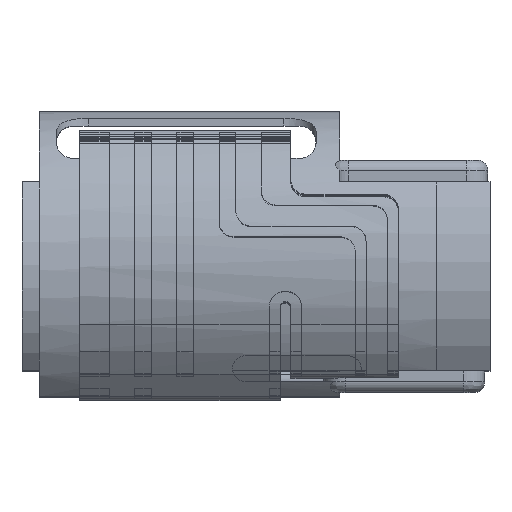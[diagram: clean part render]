
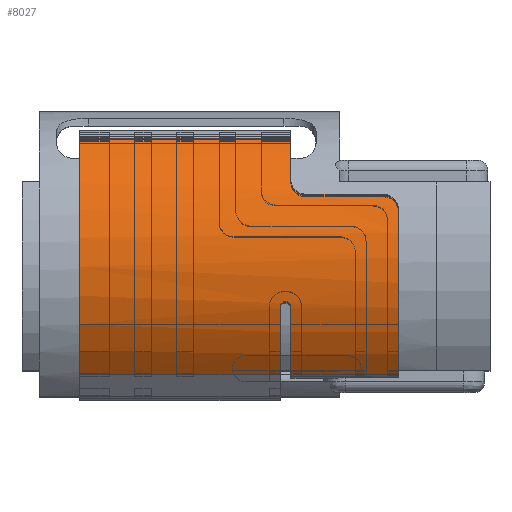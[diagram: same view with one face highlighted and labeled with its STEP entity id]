
A CAD part, top view. The second image highlights one B-rep face of the part: STEP entity #8027.
In plain terms, the highlighted cylindrical face has radius 1.981 mm (diameter 3.962 mm), a partial arc.
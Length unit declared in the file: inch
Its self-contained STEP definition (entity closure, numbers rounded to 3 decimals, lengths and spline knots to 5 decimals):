
#126=CYLINDRICAL_SURFACE('',#8673,0.078);
#593=LINE('',#12775,#1300);
#597=LINE('',#12788,#1304);
#598=LINE('',#12808,#1305);
#599=LINE('',#12818,#1306);
#1300=VECTOR('',#10110,0.3937);
#1304=VECTOR('',#10128,0.3937);
#1305=VECTOR('',#10133,0.3937);
#1306=VECTOR('',#10136,0.3937);
#1975=FACE_OUTER_BOUND('',#2376,.T.);
#2376=EDGE_LOOP('',(#5986,#5987,#5988,#5989,#5990,#5991,#5992,#5993,#5994,
#5995,#5996,#5997));
#2754=CIRCLE('',#8474,0.078);
#2862=CIRCLE('',#8636,0.078);
#2869=CIRCLE('',#8674,0.078);
#2870=CIRCLE('',#8675,0.078);
#2871=CIRCLE('',#8676,0.078);
#3040=B_SPLINE_CURVE_WITH_KNOTS('',3,(#12792,#12793,#12794,#12795,#12796,
#12797,#12798,#12799,#12800,#12801,#12802,#12803,#12804),.UNSPECIFIED.,
 .F.,.F.,(4,3,3,3,4),(0.,0.8976,1.7952,
2.69279,3.14159),.UNSPECIFIED.);
#3041=B_SPLINE_CURVE_WITH_KNOTS('',3,(#12812,#12813,#12814,#12815,#12816),
 .UNSPECIFIED.,.F.,.F.,(4,1,4),(0.,0.8976,
1.5708),.UNSPECIFIED.);
#3042=B_SPLINE_CURVE_WITH_KNOTS('',3,(#12819,#12820,#12821,#12822,#12823,
#12824,#12825),.UNSPECIFIED.,.F.,.F.,(4,3,4),(1.5708,2.46839,
3.14159),.UNSPECIFIED.);
#3380=VERTEX_POINT('',#12008);
#3381=VERTEX_POINT('',#12010);
#3618=VERTEX_POINT('',#12654);
#3619=VERTEX_POINT('',#12656);
#3638=VERTEX_POINT('',#12787);
#3639=VERTEX_POINT('',#12789);
#3640=VERTEX_POINT('',#12791);
#3641=VERTEX_POINT('',#12805);
#3642=VERTEX_POINT('',#12807);
#3643=VERTEX_POINT('',#12809);
#3644=VERTEX_POINT('',#12811);
#3645=VERTEX_POINT('',#12817);
#4218=EDGE_CURVE('',#3381,#3380,#2754,.T.);
#4517=EDGE_CURVE('',#3619,#3618,#2862,.T.);
#4563=EDGE_CURVE('',#3381,#3618,#593,.T.);
#4568=EDGE_CURVE('',#3380,#3638,#597,.T.);
#4569=EDGE_CURVE('',#3638,#3639,#2869,.T.);
#4570=EDGE_CURVE('',#3639,#3640,#3040,.T.);
#4571=EDGE_CURVE('',#3640,#3641,#2870,.T.);
#4572=EDGE_CURVE('',#3642,#3641,#598,.T.);
#4573=EDGE_CURVE('',#3642,#3643,#2871,.T.);
#4574=EDGE_CURVE('',#3643,#3644,#3041,.T.);
#4575=EDGE_CURVE('',#3644,#3645,#599,.T.);
#4576=EDGE_CURVE('',#3645,#3619,#3042,.T.);
#5986=ORIENTED_EDGE('',*,*,#4563,.F.);
#5987=ORIENTED_EDGE('',*,*,#4218,.T.);
#5988=ORIENTED_EDGE('',*,*,#4568,.T.);
#5989=ORIENTED_EDGE('',*,*,#4569,.T.);
#5990=ORIENTED_EDGE('',*,*,#4570,.T.);
#5991=ORIENTED_EDGE('',*,*,#4571,.T.);
#5992=ORIENTED_EDGE('',*,*,#4572,.F.);
#5993=ORIENTED_EDGE('',*,*,#4573,.T.);
#5994=ORIENTED_EDGE('',*,*,#4574,.T.);
#5995=ORIENTED_EDGE('',*,*,#4575,.T.);
#5996=ORIENTED_EDGE('',*,*,#4576,.T.);
#5997=ORIENTED_EDGE('',*,*,#4517,.T.);
#8027=ADVANCED_FACE('',(#1975),#126,.T.);
#8474=AXIS2_PLACEMENT_3D('',#12011,#9506,#9507);
#8636=AXIS2_PLACEMENT_3D('',#12657,#10014,#10015);
#8673=AXIS2_PLACEMENT_3D('',#12786,#10126,#10127);
#8674=AXIS2_PLACEMENT_3D('',#12790,#10129,#10130);
#8675=AXIS2_PLACEMENT_3D('',#12806,#10131,#10132);
#8676=AXIS2_PLACEMENT_3D('',#12810,#10134,#10135);
#9506=DIRECTION('center_axis',(1.,0.,0.));
#9507=DIRECTION('ref_axis',(0.,0.766,0.643));
#10014=DIRECTION('center_axis',(-1.,0.,0.));
#10015=DIRECTION('ref_axis',(0.,0.515,0.857));
#10110=DIRECTION('',(1.,0.,0.));
#10126=DIRECTION('center_axis',(-1.,0.,0.));
#10127=DIRECTION('ref_axis',(0.,-0.643,0.766));
#10128=DIRECTION('',(1.,0.,0.));
#10129=DIRECTION('center_axis',(-1.,0.,0.));
#10130=DIRECTION('ref_axis',(0.,-0.643,0.766));
#10131=DIRECTION('center_axis',(1.,0.,0.));
#10132=DIRECTION('ref_axis',(0.,-0.249,0.968));
#10133=DIRECTION('',(-1.,0.,0.));
#10134=DIRECTION('center_axis',(-1.,0.,0.));
#10135=DIRECTION('ref_axis',(0.,-0.643,0.766));
#10136=DIRECTION('',(-1.,0.,0.));
#12008=CARTESIAN_POINT('',(0.02683,-0.04568,0.06347));
#12010=CARTESIAN_POINT('',(0.02683,0.06421,0.05385));
#12011=CARTESIAN_POINT('Origin',(0.02683,0.00446,
0.00372));
#12654=CARTESIAN_POINT('',(0.12526,0.06421,0.05385));
#12656=CARTESIAN_POINT('',(0.12526,0.04466,0.07056));
#12657=CARTESIAN_POINT('Origin',(0.12526,0.00446,
0.00372));
#12775=CARTESIAN_POINT('',(0.08897,0.06421,0.05385));
#12786=CARTESIAN_POINT('Origin',(0.11426,0.00446,
0.00372));
#12787=CARTESIAN_POINT('',(0.12026,-0.04568,0.06347));
#12788=CARTESIAN_POINT('',(0.08897,-0.04568,0.06347));
#12789=CARTESIAN_POINT('',(0.12026,-0.01497,0.07926));
#12790=CARTESIAN_POINT('Origin',(0.12026,0.00446,
0.00372));
#12791=CARTESIAN_POINT('',(0.12526,-0.01497,0.07926));
#12792=CARTESIAN_POINT('Ctrl Pts',(0.12026,-0.01497,
0.07926));
#12793=CARTESIAN_POINT('Ctrl Pts',(0.12026,-0.01422,
0.07945));
#12794=CARTESIAN_POINT('Ctrl Pts',(0.12062,-0.01347,
0.07963));
#12795=CARTESIAN_POINT('Ctrl Pts',(0.1212,-0.013,
0.07974));
#12796=CARTESIAN_POINT('Ctrl Pts',(0.12178,-0.01253,
0.07985));
#12797=CARTESIAN_POINT('Ctrl Pts',(0.12259,-0.01234,
0.07989));
#12798=CARTESIAN_POINT('Ctrl Pts',(0.12332,-0.01251,
0.07985));
#12799=CARTESIAN_POINT('Ctrl Pts',(0.12404,-0.01267,
0.07981));
#12800=CARTESIAN_POINT('Ctrl Pts',(0.12469,-0.0132,
0.07969));
#12801=CARTESIAN_POINT('Ctrl Pts',(0.12501,-0.01388,
0.07953));
#12802=CARTESIAN_POINT('Ctrl Pts',(0.12518,-0.01422,
0.07945));
#12803=CARTESIAN_POINT('Ctrl Pts',(0.12526,-0.0146,
0.07935));
#12804=CARTESIAN_POINT('Ctrl Pts',(0.12526,-0.01497,
0.07926));
#12805=CARTESIAN_POINT('',(0.12526,-0.04568,0.06347));
#12806=CARTESIAN_POINT('Origin',(0.12526,0.00446,
0.00372));
#12807=CARTESIAN_POINT('',(0.17526,-0.04568,0.06347));
#12808=CARTESIAN_POINT('',(0.08897,-0.04568,0.06347));
#12809=CARTESIAN_POINT('',(0.17526,0.03156,0.07686));
#12810=CARTESIAN_POINT('Origin',(0.17526,0.00446,
0.00372));
#12811=CARTESIAN_POINT('',(0.16826,0.03826,0.07401));
#12812=CARTESIAN_POINT('Ctrl Pts',(0.17526,0.03156,
0.07686));
#12813=CARTESIAN_POINT('Ctrl Pts',(0.17526,0.0336,
0.0761));
#12814=CARTESIAN_POINT('Ctrl Pts',(0.17351,0.03707,
0.0746));
#12815=CARTESIAN_POINT('Ctrl Pts',(0.16983,0.03826,
0.07401));
#12816=CARTESIAN_POINT('Ctrl Pts',(0.16826,0.03826,
0.07401));
#12817=CARTESIAN_POINT('',(0.13226,0.03826,0.07401));
#12818=CARTESIAN_POINT('',(0.16826,0.03826,0.07401));
#12819=CARTESIAN_POINT('Ctrl Pts',(0.13226,0.03826,
0.07401));
#12820=CARTESIAN_POINT('Ctrl Pts',(0.13017,0.03826,
0.07401));
#12821=CARTESIAN_POINT('Ctrl Pts',(0.12809,0.03921,
0.07357));
#12822=CARTESIAN_POINT('Ctrl Pts',(0.12679,0.04071,
0.07278));
#12823=CARTESIAN_POINT('Ctrl Pts',(0.12581,0.04183,
0.07219));
#12824=CARTESIAN_POINT('Ctrl Pts',(0.12526,0.04326,
0.0714));
#12825=CARTESIAN_POINT('Ctrl Pts',(0.12526,0.04466,
0.07056));
